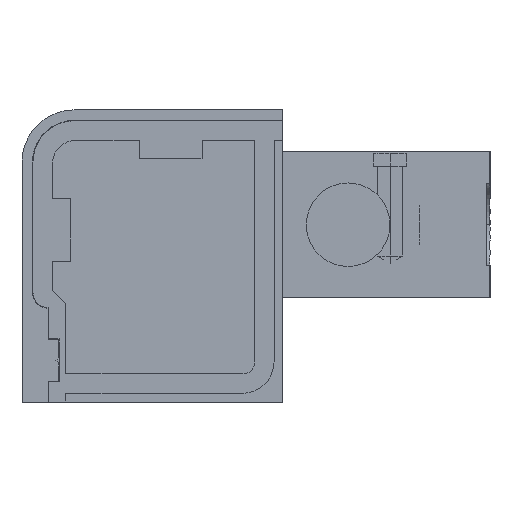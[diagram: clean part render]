
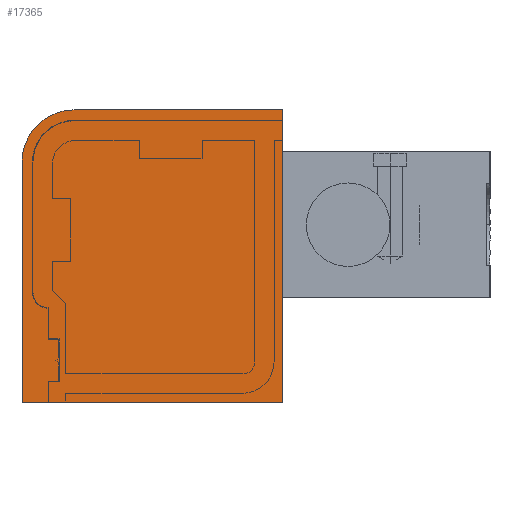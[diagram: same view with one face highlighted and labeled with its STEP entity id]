
A CAD part, left-side view. The second image highlights one B-rep face of the part: STEP entity #17365.
In plain terms, the highlighted free-form (B-spline) face has degree [1, 1] with [2, 2] control points.
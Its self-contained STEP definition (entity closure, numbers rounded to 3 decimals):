
#16334 = VERTEX_POINT('',#16335);
#16335 = CARTESIAN_POINT('',(-307.44,-3.747,
    12.121));
#16340 = EDGE_CURVE('',#16334,#16341,#16343,.T.);
#16341 = VERTEX_POINT('',#16342);
#16342 = CARTESIAN_POINT('',(-307.44,-3.747,
    -18.733));
#16343 = B_SPLINE_CURVE_WITH_KNOTS('',1,(#16344,#16345),.UNSPECIFIED.,
  .F.,.F.,(2,2),(0.,28.),.PIECEWISE_BEZIER_KNOTS.);
#16344 = CARTESIAN_POINT('',(-307.44,-3.747,
    12.121));
#16345 = CARTESIAN_POINT('',(-307.44,-3.747,
    -18.733));
#16662 = EDGE_CURVE('',#16341,#16663,#16665,.T.);
#16663 = VERTEX_POINT('',#16664);
#16664 = CARTESIAN_POINT('',(-307.44,23.802,
    -18.733));
#16665 = B_SPLINE_CURVE_WITH_KNOTS('',1,(#16666,#16667),.UNSPECIFIED.,
  .F.,.F.,(2,2),(0.,25.),.PIECEWISE_BEZIER_KNOTS.);
#16666 = CARTESIAN_POINT('',(-307.44,-3.747,
    -18.733));
#16667 = CARTESIAN_POINT('',(-307.44,23.802,
    -18.733));
#17308 = VERTEX_POINT('',#17309);
#17309 = CARTESIAN_POINT('',(-307.44,23.802,
    6.612));
#17314 = EDGE_CURVE('',#17308,#17315,#17317,.T.);
#17315 = VERTEX_POINT('',#17316);
#17316 = CARTESIAN_POINT('',(-307.44,18.292,
    12.121));
#17317 = ( BOUNDED_CURVE() B_SPLINE_CURVE(2,(#17318,#17319,#17320),
.UNSPECIFIED.,.F.,.F.) B_SPLINE_CURVE_WITH_KNOTS((3,3),(1.571,
3.142),.PIECEWISE_BEZIER_KNOTS.) CURVE() 
GEOMETRIC_REPRESENTATION_ITEM() RATIONAL_B_SPLINE_CURVE((1.,
0.707,1.)) REPRESENTATION_ITEM('') );
#17318 = CARTESIAN_POINT('',(-307.44,23.802,
    6.612));
#17319 = CARTESIAN_POINT('',(-307.44,23.802,
    12.121));
#17320 = CARTESIAN_POINT('',(-307.44,18.292,
    12.121));
#17339 = EDGE_CURVE('',#17315,#16334,#17340,.T.);
#17340 = B_SPLINE_CURVE_WITH_KNOTS('',1,(#17341,#17342),.UNSPECIFIED.,
  .F.,.F.,(2,2),(0.,20.),.PIECEWISE_BEZIER_KNOTS.);
#17341 = CARTESIAN_POINT('',(-307.44,18.292,
    12.121));
#17342 = CARTESIAN_POINT('',(-307.44,-3.747,
    12.121));
#17355 = EDGE_CURVE('',#16663,#17308,#17356,.T.);
#17356 = B_SPLINE_CURVE_WITH_KNOTS('',1,(#17357,#17358),.UNSPECIFIED.,
  .F.,.F.,(2,2),(0.,23.),.PIECEWISE_BEZIER_KNOTS.);
#17357 = CARTESIAN_POINT('',(-307.44,23.802,
    -18.733));
#17358 = CARTESIAN_POINT('',(-307.44,23.802,
    6.612));
#17365 = ADVANCED_FACE('',(#17366),#17373,.T.);
#17366 = FACE_BOUND('',#17367,.T.);
#17367 = EDGE_LOOP('',(#17368,#17369,#17370,#17371,#17372));
#17368 = ORIENTED_EDGE('',*,*,#17314,.F.);
#17369 = ORIENTED_EDGE('',*,*,#17355,.F.);
#17370 = ORIENTED_EDGE('',*,*,#16662,.F.);
#17371 = ORIENTED_EDGE('',*,*,#16340,.F.);
#17372 = ORIENTED_EDGE('',*,*,#17339,.F.);
#17373 = B_SPLINE_SURFACE_WITH_KNOTS('',1,1,(
    (#17374,#17375)
    ,(#17376,#17377
    )),.UNSPECIFIED.,.F.,.F.,.F.,(2,2),(2,2),(-5.,23.),(-5.,20.),
  .PIECEWISE_BEZIER_KNOTS.);
#17374 = CARTESIAN_POINT('',(-307.44,23.802,
    12.121));
#17375 = CARTESIAN_POINT('',(-307.44,-3.747,
    12.121));
#17376 = CARTESIAN_POINT('',(-307.44,23.802,
    -18.733));
#17377 = CARTESIAN_POINT('',(-307.44,-3.747,
    -18.733));
